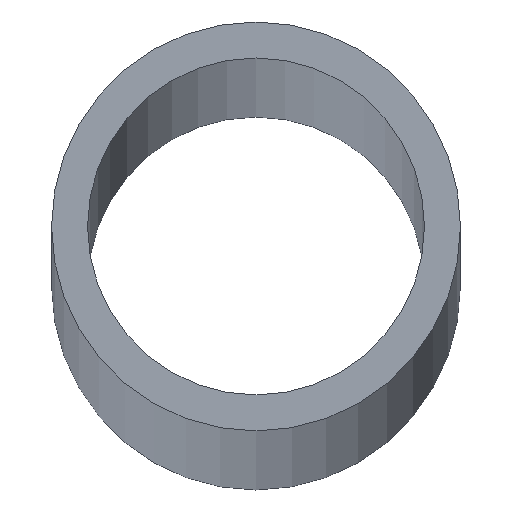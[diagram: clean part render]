
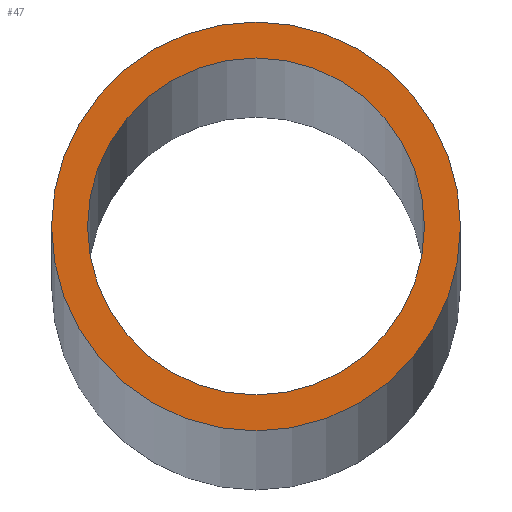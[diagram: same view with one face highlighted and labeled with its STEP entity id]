
A CAD part, top view. The second image highlights one B-rep face of the part: STEP entity #47.
In plain terms, the highlighted planar face has unit normal (0, 0, 1).
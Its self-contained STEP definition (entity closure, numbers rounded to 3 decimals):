
#3 = CARTESIAN_POINT ( 'NONE',  ( -24.15, 0., 2000. ) ) ;
#6 = CARTESIAN_POINT ( 'NONE',  ( 24.15, 0., 2000. ) ) ;
#17 = DIRECTION ( 'NONE',  ( 1., 0., 0. ) ) ;
#22 = CIRCLE ( 'NONE', #156, 19.9 ) ;
#25 = CARTESIAN_POINT ( 'NONE',  ( 0., 0., 2000. ) ) ;
#27 = CARTESIAN_POINT ( 'NONE',  ( 19.9, 0., 2000. ) ) ;
#47 = ADVANCED_FACE ( 'NONE', ( #108, #151 ), #131, .T. ) ;
#62 = CARTESIAN_POINT ( 'NONE',  ( 0., 0., 2000. ) ) ;
#79 = CARTESIAN_POINT ( 'NONE',  ( 0., 0., 2000. ) ) ;
#83 = AXIS2_PLACEMENT_3D ( 'NONE', #62, #163, #149 ) ;
#85 = VERTEX_POINT ( 'NONE', #184 ) ;
#98 = ORIENTED_EDGE ( 'NONE', *, *, #178, .F. ) ;
#104 = CIRCLE ( 'NONE', #185, 19.9 ) ;
#108 = FACE_OUTER_BOUND ( 'NONE', #177, .T. ) ;
#114 = DIRECTION ( 'NONE',  ( 1., 0., 0. ) ) ;
#119 = DIRECTION ( 'NONE',  ( 1., 0., 0. ) ) ;
#122 = VERTEX_POINT ( 'NONE', #3 ) ;
#124 = ORIENTED_EDGE ( 'NONE', *, *, #220, .T. ) ;
#126 = EDGE_CURVE ( 'NONE', #165, #122, #197, .T. ) ;
#131 = PLANE ( 'NONE',  #83 ) ;
#132 = DIRECTION ( 'NONE',  ( 0., 0., 1. ) ) ;
#139 = ORIENTED_EDGE ( 'NONE', *, *, #231, .F. ) ;
#149 = DIRECTION ( 'NONE',  ( 1., 0., 0. ) ) ;
#151 = FACE_BOUND ( 'NONE', #229, .T. ) ;
#153 = CARTESIAN_POINT ( 'NONE',  ( 0., 0., 2000. ) ) ;
#156 = AXIS2_PLACEMENT_3D ( 'NONE', #25, #199, #119 ) ;
#163 = DIRECTION ( 'NONE',  ( 0., 0., 1. ) ) ;
#164 = DIRECTION ( 'NONE',  ( 1., 0., 0. ) ) ;
#165 = VERTEX_POINT ( 'NONE', #6 ) ;
#167 = DIRECTION ( 'NONE',  ( 0., 0., 1. ) ) ;
#177 = EDGE_LOOP ( 'NONE', ( #124, #191 ) ) ;
#178 = EDGE_CURVE ( 'NONE', #85, #201, #22, .T. ) ;
#181 = CIRCLE ( 'NONE', #224, 24.15 ) ;
#184 = CARTESIAN_POINT ( 'NONE',  ( -19.9, 0., 2000. ) ) ;
#185 = AXIS2_PLACEMENT_3D ( 'NONE', #192, #248, #17 ) ;
#191 = ORIENTED_EDGE ( 'NONE', *, *, #126, .T. ) ;
#192 = CARTESIAN_POINT ( 'NONE',  ( 0., 0., 2000. ) ) ;
#197 = CIRCLE ( 'NONE', #213, 24.15 ) ;
#199 = DIRECTION ( 'NONE',  ( 0., 0., 1. ) ) ;
#201 = VERTEX_POINT ( 'NONE', #27 ) ;
#213 = AXIS2_PLACEMENT_3D ( 'NONE', #153, #132, #114 ) ;
#220 = EDGE_CURVE ( 'NONE', #122, #165, #181, .T. ) ;
#224 = AXIS2_PLACEMENT_3D ( 'NONE', #79, #167, #164 ) ;
#229 = EDGE_LOOP ( 'NONE', ( #98, #139 ) ) ;
#231 = EDGE_CURVE ( 'NONE', #201, #85, #104, .T. ) ;
#248 = DIRECTION ( 'NONE',  ( 0., 0., 1. ) ) ;
